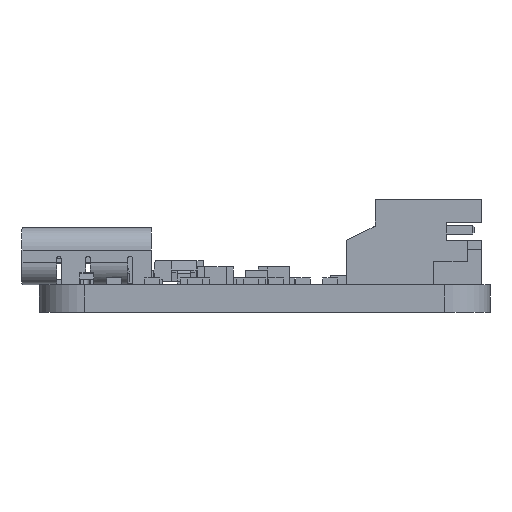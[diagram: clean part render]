
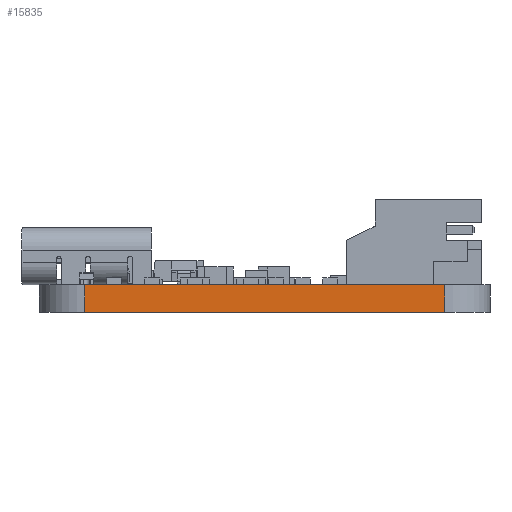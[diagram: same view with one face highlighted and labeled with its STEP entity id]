
A CAD part, left-side view. The second image highlights one B-rep face of the part: STEP entity #15835.
In plain terms, the highlighted planar face has unit normal (-1, 0, 0).
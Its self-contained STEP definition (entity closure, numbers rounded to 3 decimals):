
#374=PLANE('',#16928);
#1067=FACE_OUTER_BOUND('',#1912,.T.);
#1912=EDGE_LOOP('',(#10998,#10999,#11000,#11001));
#2938=LINE('',#22863,#4788);
#2939=LINE('',#22866,#4789);
#2940=LINE('',#22868,#4790);
#2941=LINE('',#22869,#4791);
#4788=VECTOR('',#18507,10.);
#4789=VECTOR('',#18510,10.);
#4790=VECTOR('',#18511,10.);
#4791=VECTOR('',#18512,10.);
#7094=VERTEX_POINT('',#22859);
#7095=VERTEX_POINT('',#22861);
#7096=VERTEX_POINT('',#22865);
#7097=VERTEX_POINT('',#22867);
#8654=EDGE_CURVE('',#7094,#7095,#2938,.T.);
#8655=EDGE_CURVE('',#7094,#7096,#2939,.T.);
#8656=EDGE_CURVE('',#7097,#7095,#2940,.T.);
#8657=EDGE_CURVE('',#7096,#7097,#2941,.T.);
#10998=ORIENTED_EDGE('',*,*,#8655,.F.);
#10999=ORIENTED_EDGE('',*,*,#8654,.T.);
#11000=ORIENTED_EDGE('',*,*,#8656,.F.);
#11001=ORIENTED_EDGE('',*,*,#8657,.F.);
#15835=ADVANCED_FACE('',(#1067),#374,.T.);
#16928=AXIS2_PLACEMENT_3D('',#22864,#18508,#18509);
#18507=DIRECTION('',(0.,0.,1.));
#18508=DIRECTION('center_axis',(-1.,0.,0.));
#18509=DIRECTION('ref_axis',(0.,-1.,0.));
#18510=DIRECTION('',(0.,1.,0.));
#18511=DIRECTION('',(0.,-1.,0.));
#18512=DIRECTION('',(0.,0.,1.));
#22859=CARTESIAN_POINT('',(0.,2.54,0.));
#22861=CARTESIAN_POINT('',(0.,2.54,1.57));
#22863=CARTESIAN_POINT('',(0.,2.54,0.));
#22864=CARTESIAN_POINT('Origin',(0.,22.86,0.));
#22865=CARTESIAN_POINT('',(0.,22.86,0.));
#22866=CARTESIAN_POINT('',(0.,2.54,0.));
#22867=CARTESIAN_POINT('',(0.,22.86,1.57));
#22868=CARTESIAN_POINT('',(0.,2.54,1.57));
#22869=CARTESIAN_POINT('',(0.,22.86,0.));
